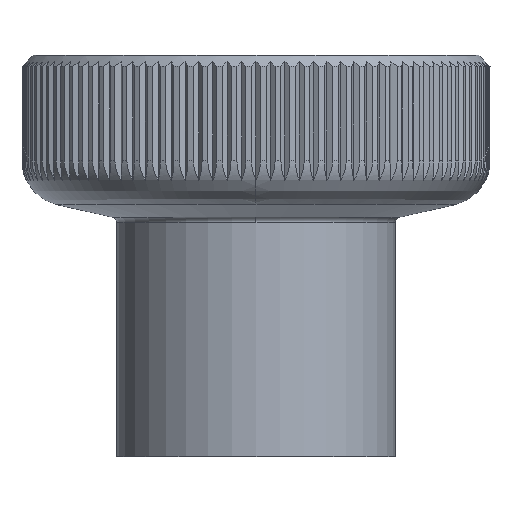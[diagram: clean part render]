
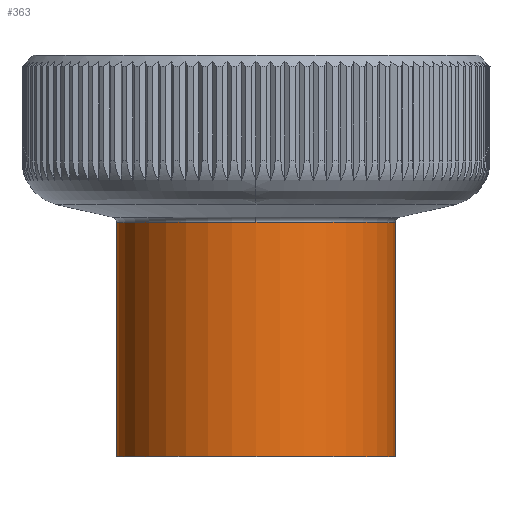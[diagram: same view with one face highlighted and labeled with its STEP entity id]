
A CAD part, top view. The second image highlights one B-rep face of the part: STEP entity #363.
In plain terms, the highlighted cylindrical face has radius 6.25 mm (diameter 12.5 mm), a partial arc.
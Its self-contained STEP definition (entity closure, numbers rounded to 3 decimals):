
#363=ADVANCED_FACE('',(#1006),#1007,.T.);
#1006=FACE_OUTER_BOUND('',#1657,.T.);
#1007=CYLINDRICAL_SURFACE('',#1658,6.25);
#1657=EDGE_LOOP('',(#4493,#4494,#4495,#4496,#4497));
#1658=AXIS2_PLACEMENT_3D('',#4498,#4499,#4500);
#4493=ORIENTED_EDGE('',*,*,#4556,.T.);
#4494=ORIENTED_EDGE('',*,*,#5490,.F.);
#4495=ORIENTED_EDGE('',*,*,#4553,.F.);
#4496=ORIENTED_EDGE('',*,*,#4558,.T.);
#4497=ORIENTED_EDGE('',*,*,#5491,.T.);
#4498=CARTESIAN_POINT('',(0.0,5.25,0.0));
#4499=DIRECTION('',(0.0,-1.0,-0.0));
#4500=DIRECTION('',(1.0,0.0,0.0));
#4553=EDGE_CURVE('',#5509,#5511,#5512,.T.);
#4556=EDGE_CURVE('',#5516,#5517,#5518,.T.);
#4558=EDGE_CURVE('',#5509,#5519,#5521,.T.);
#5490=EDGE_CURVE('',#5511,#5517,#7069,.T.);
#5491=EDGE_CURVE('',#5519,#5516,#7070,.T.);
#5509=VERTEX_POINT('',#7092);
#5511=VERTEX_POINT('',#7094);
#5512=CIRCLE('',#7095,6.25);
#5516=VERTEX_POINT('',#7099);
#5517=VERTEX_POINT('',#7100);
#5518=LINE('',#7101,#7102);
#5519=VERTEX_POINT('',#7103);
#5521=LINE('',#7105,#7106);
#7069=CIRCLE('',#12566,6.25);
#7070=CIRCLE('',#12567,6.25);
#7092=CARTESIAN_POINT('',(-6.25,10.5,0.));
#7094=CARTESIAN_POINT('',(0.,10.5,6.25));
#7095=AXIS2_PLACEMENT_3D('',#12593,#12594,#12595);
#7099=CARTESIAN_POINT('',(6.25,0.0,0.0));
#7100=CARTESIAN_POINT('',(6.25,10.5,0.0));
#7101=CARTESIAN_POINT('',(6.25,5.25,0.));
#7102=VECTOR('',#12602,1.0);
#7103=CARTESIAN_POINT('',(-6.25,0.0,0.));
#7105=CARTESIAN_POINT('',(-6.25,5.25,0.));
#7106=VECTOR('',#12606,1.0);
#12566=AXIS2_PLACEMENT_3D('',#13576,#13577,#13578);
#12567=AXIS2_PLACEMENT_3D('',#13579,#13580,#13581);
#12593=CARTESIAN_POINT('',(0.0,10.5,0.0));
#12594=DIRECTION('',(-0.0,1.0,0.0));
#12595=DIRECTION('',(1.0,0.0,0.0));
#12602=DIRECTION('',(0.0,1.0,0.0));
#12606=DIRECTION('',(-0.0,-1.0,-0.0));
#13576=CARTESIAN_POINT('',(0.0,10.5,0.0));
#13577=DIRECTION('',(-0.0,1.0,0.0));
#13578=DIRECTION('',(1.0,0.0,0.0));
#13579=CARTESIAN_POINT('',(0.0,0.0,0.0));
#13580=DIRECTION('',(-0.0,1.0,0.0));
#13581=DIRECTION('',(1.0,0.0,0.0));
